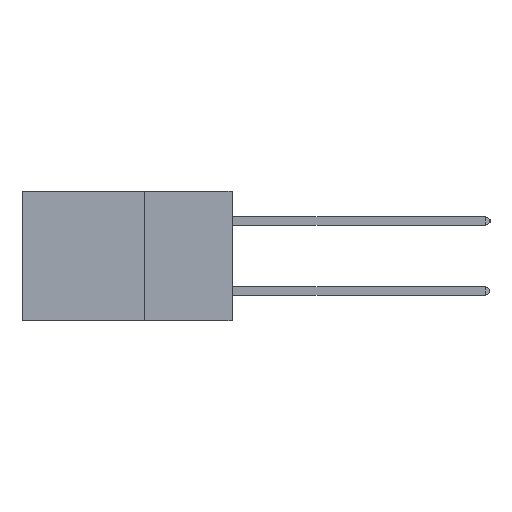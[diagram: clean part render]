
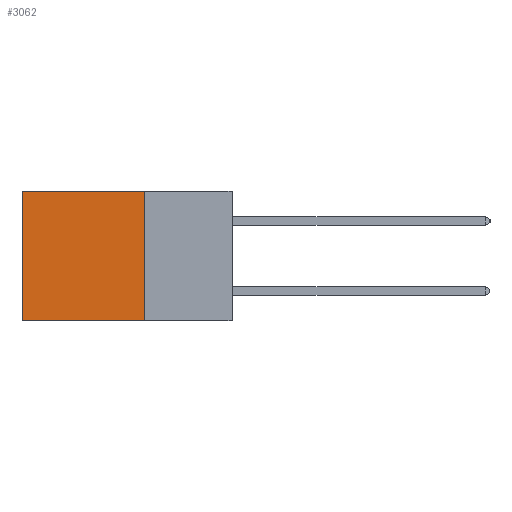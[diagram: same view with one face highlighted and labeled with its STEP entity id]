
A CAD part, left-side view. The second image highlights one B-rep face of the part: STEP entity #3062.
In plain terms, the highlighted planar face has unit normal (-1, 0, 0).
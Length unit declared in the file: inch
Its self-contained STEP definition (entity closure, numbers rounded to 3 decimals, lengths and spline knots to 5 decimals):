
#590 = CARTESIAN_POINT ( 'NONE',  ( 0.2875, 0.25, 0. ) ) ;
#877 = EDGE_CURVE ( 'NONE', #2152, #14883, #5168, .T. ) ;
#1164 = DIRECTION ( 'NONE',  ( 0., 0., -1. ) ) ;
#1315 = EDGE_CURVE ( 'NONE', #19230, #2152, #21395, .T. ) ;
#2152 = VERTEX_POINT ( 'NONE', #10575 ) ;
#2273 = PLANE ( 'NONE',  #5429 ) ;
#2555 = CARTESIAN_POINT ( 'NONE',  ( 0.2875, 0.25, 0. ) ) ;
#2758 = LINE ( 'NONE', #2808, #8029 ) ;
#2808 = CARTESIAN_POINT ( 'NONE',  ( 0.2875, 0.25, -0.37 ) ) ;
#3062 = ADVANCED_FACE ( 'NONE', ( #4512 ), #2273, .F. ) ;
#4047 = VECTOR ( 'NONE', #15423, 39.37008 ) ;
#4326 = DIRECTION ( 'NONE',  ( 0., 1., 0. ) ) ;
#4512 = FACE_OUTER_BOUND ( 'NONE', #19479, .T. ) ;
#4580 = DIRECTION ( 'NONE',  ( 0., 1., 0. ) ) ;
#5168 = LINE ( 'NONE', #17169, #4047 ) ;
#5429 = AXIS2_PLACEMENT_3D ( 'NONE', #15824, #8657, #8691 ) ;
#6413 = ORIENTED_EDGE ( 'NONE', *, *, #1315, .T. ) ;
#7391 = ORIENTED_EDGE ( 'NONE', *, *, #877, .T. ) ;
#7676 = VERTEX_POINT ( 'NONE', #12456 ) ;
#8029 = VECTOR ( 'NONE', #4580, 39.37008 ) ;
#8657 = DIRECTION ( 'NONE',  ( 1., 0., 0. ) ) ;
#8691 = DIRECTION ( 'NONE',  ( 0., 0., -1. ) ) ;
#8886 = EDGE_CURVE ( 'NONE', #7676, #14883, #2758, .T. ) ;
#10575 = CARTESIAN_POINT ( 'NONE',  ( 0.2875, 0.6, 0. ) ) ;
#11112 = LINE ( 'NONE', #13585, #20258 ) ;
#12363 = VECTOR ( 'NONE', #4326, 39.37008 ) ;
#12456 = CARTESIAN_POINT ( 'NONE',  ( 0.2875, 0.25, -0.37 ) ) ;
#12581 = ORIENTED_EDGE ( 'NONE', *, *, #14879, .F. ) ;
#13585 = CARTESIAN_POINT ( 'NONE',  ( 0.2875, 0.25, 0. ) ) ;
#14879 = EDGE_CURVE ( 'NONE', #19230, #7676, #11112, .T. ) ;
#14883 = VERTEX_POINT ( 'NONE', #17121 ) ;
#15423 = DIRECTION ( 'NONE',  ( 0., 0., -1. ) ) ;
#15824 = CARTESIAN_POINT ( 'NONE',  ( 0.2875, 0.25, 0. ) ) ;
#17121 = CARTESIAN_POINT ( 'NONE',  ( 0.2875, 0.6, -0.37 ) ) ;
#17169 = CARTESIAN_POINT ( 'NONE',  ( 0.2875, 0.6, 0. ) ) ;
#17507 = ORIENTED_EDGE ( 'NONE', *, *, #8886, .F. ) ;
#19230 = VERTEX_POINT ( 'NONE', #590 ) ;
#19479 = EDGE_LOOP ( 'NONE', ( #7391, #17507, #12581, #6413 ) ) ;
#20258 = VECTOR ( 'NONE', #1164, 39.37008 ) ;
#21395 = LINE ( 'NONE', #2555, #12363 ) ;
